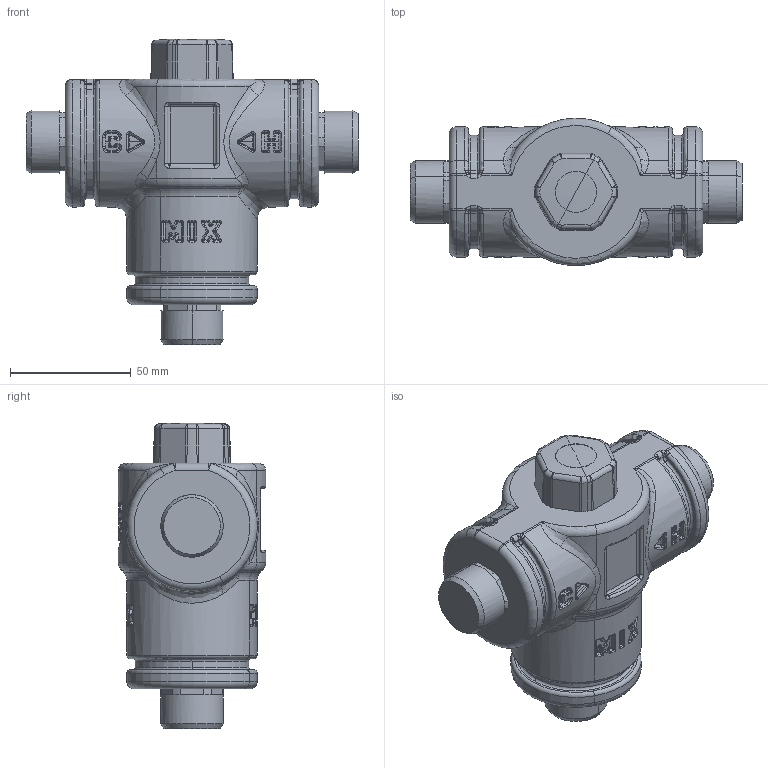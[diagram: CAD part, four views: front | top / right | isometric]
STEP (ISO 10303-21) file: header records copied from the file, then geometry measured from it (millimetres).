
FILE_DESCRIPTION(('CATIA V5 STEP Exchange','CAx-IF Rec.Pracs.--- Model Styling and Organization---1.5--- 2016-08-15','CAx-IF Rec.Pracs.---Supplemental Geometry---1.0---2011-11-01','CAx-IF Rec.Pracs.--- Composite Materials ---3.4---2017-06-13','CAx-IF Rec.Pracs.---Tessellated 3D Geometry---1.0---2015-12-17'),'2;1');
FILE_NAME('STEP_252219HP_AUS_-_TST.stp','2025-07-03T14:17:10+00:00',('none'),('none'),'CATIA Version 5-6 Release 2020 SP5','CATIA V5 STEP AP242 v2','none');
FILE_SCHEMA(('AP242_MANAGED_MODEL_BASED_3D_ENGINEERING_MIM_LF {1 0 10303 442 1 1 4}'));
Products named in the file (1): 252219HP AUS - TST
Bounding box: 137.5 x 61 x 126.52 mm (x, y, z)
Volume: 387357.3 mm3; surface area: 39444.4 mm2
Topology: 1 solids, 1 shells, 1239 faces, 2902 edges, 1525 vertices
Faces by surface type: bspline 406, cylinder 341, plane 189, torus 189, sphere 97, cone 17
Entity records: 57728 total; most frequent: CARTESIAN_POINT 35430, ORIENTED_EDGE 5478, DIRECTION 2810, EDGE_CURVE 2739, AXIS2_PLACEMENT_3D 1531, VERTEX_POINT 1525, EDGE_LOOP 1262, ADVANCED_FACE 1239
